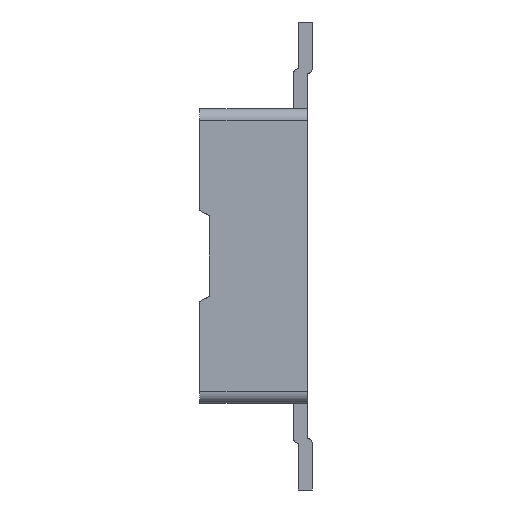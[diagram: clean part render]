
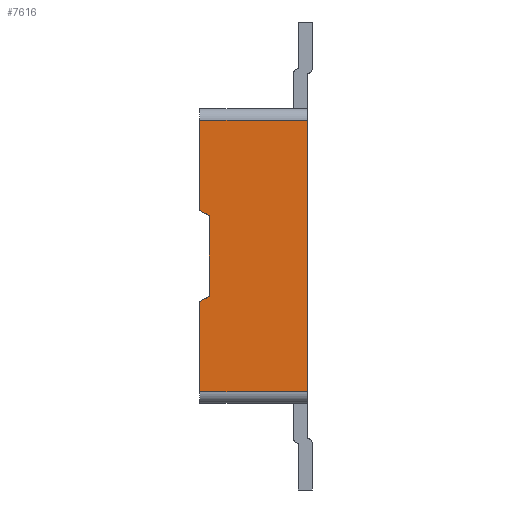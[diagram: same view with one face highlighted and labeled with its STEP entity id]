
A CAD part, left-side view. The second image highlights one B-rep face of the part: STEP entity #7616.
In plain terms, the highlighted planar face has unit normal (-1, 0, 0).
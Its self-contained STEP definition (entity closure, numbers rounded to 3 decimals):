
#1=DIRECTION('',(0.,1.,0.));
#2=VECTOR('',#1,0.46);
#3=CARTESIAN_POINT('',(-3.62,0.,0.58));
#4=LINE('',#3,#2);
#5=DIRECTION('',(0.,0.,-1.));
#6=VECTOR('',#5,1.16);
#7=CARTESIAN_POINT('',(-3.62,0.,0.58));
#8=LINE('',#7,#6);
#9=DIRECTION('',(0.,-1.,0.));
#10=VECTOR('',#9,0.46);
#11=CARTESIAN_POINT('',(-3.62,0.46,-0.58));
#12=LINE('',#11,#10);
#13=DIRECTION('',(0.,0.,1.));
#14=VECTOR('',#13,0.385);
#15=CARTESIAN_POINT('',(-3.62,0.46,-0.58));
#16=LINE('',#15,#14);
#17=DIRECTION('',(0.,-0.866,0.5));
#18=VECTOR('',#17,0.046);
#19=CARTESIAN_POINT('',(-3.62,0.46,-0.195));
#20=LINE('',#19,#18);
#21=DIRECTION('',(0.,0.,1.));
#22=VECTOR('',#21,0.344);
#23=CARTESIAN_POINT('',(-3.62,0.42,-0.172));
#24=LINE('',#23,#22);
#25=DIRECTION('',(0.,0.866,0.5));
#26=VECTOR('',#25,0.046);
#27=CARTESIAN_POINT('',(-3.62,0.42,0.172));
#28=LINE('',#27,#26);
#29=DIRECTION('',(0.,0.,1.));
#30=VECTOR('',#29,0.385);
#31=CARTESIAN_POINT('',(-3.62,0.46,0.195));
#32=LINE('',#31,#30);
#5777=CARTESIAN_POINT('',(-3.62,0.46,-0.195));
#5778=CARTESIAN_POINT('',(-3.62,0.42,-0.172));
#5779=VERTEX_POINT('',#5777);
#5780=VERTEX_POINT('',#5778);
#5781=CARTESIAN_POINT('',(-3.62,0.42,0.172));
#5782=VERTEX_POINT('',#5781);
#5783=CARTESIAN_POINT('',(-3.62,0.46,0.195));
#5784=VERTEX_POINT('',#5783);
#5861=CARTESIAN_POINT('',(-3.62,0.,0.58));
#5862=CARTESIAN_POINT('',(-3.62,0.46,0.58));
#5863=VERTEX_POINT('',#5861);
#5864=VERTEX_POINT('',#5862);
#5869=CARTESIAN_POINT('',(-3.62,0.46,-0.58));
#5870=CARTESIAN_POINT('',(-3.62,0.,-0.58));
#5871=VERTEX_POINT('',#5869);
#5872=VERTEX_POINT('',#5870);
#7593=CARTESIAN_POINT('',(-3.62,0.,0.));
#7594=DIRECTION('',(1.,0.,0.));
#7595=DIRECTION('',(0.,0.,-1.));
#7596=AXIS2_PLACEMENT_3D('',#7593,#7594,#7595);
#7597=PLANE('',#7596);
#7599=ORIENTED_EDGE('',*,*,#7598,.F.);
#7601=ORIENTED_EDGE('',*,*,#7600,.T.);
#7603=ORIENTED_EDGE('',*,*,#7602,.F.);
#7605=ORIENTED_EDGE('',*,*,#7604,.T.);
#7607=ORIENTED_EDGE('',*,*,#7606,.T.);
#7609=ORIENTED_EDGE('',*,*,#7608,.T.);
#7611=ORIENTED_EDGE('',*,*,#7610,.T.);
#7613=ORIENTED_EDGE('',*,*,#7612,.T.);
#7614=EDGE_LOOP('',(#7599,#7601,#7603,#7605,#7607,#7609,#7611,#7613));
#7615=FACE_OUTER_BOUND('',#7614,.F.);
#7616=ADVANCED_FACE('',(#7615),#7597,.F.);
#7598=EDGE_CURVE('',#5863,#5864,#4,.T.);
#7600=EDGE_CURVE('',#5863,#5872,#8,.T.);
#7602=EDGE_CURVE('',#5871,#5872,#12,.T.);
#7604=EDGE_CURVE('',#5871,#5779,#16,.T.);
#7606=EDGE_CURVE('',#5779,#5780,#20,.T.);
#7608=EDGE_CURVE('',#5780,#5782,#24,.T.);
#7610=EDGE_CURVE('',#5782,#5784,#28,.T.);
#7612=EDGE_CURVE('',#5784,#5864,#32,.T.);
